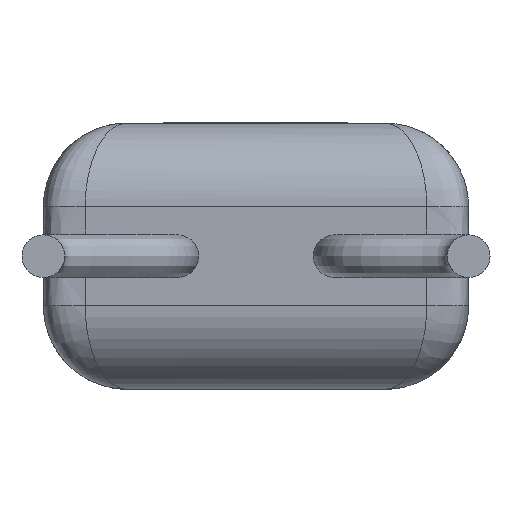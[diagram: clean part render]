
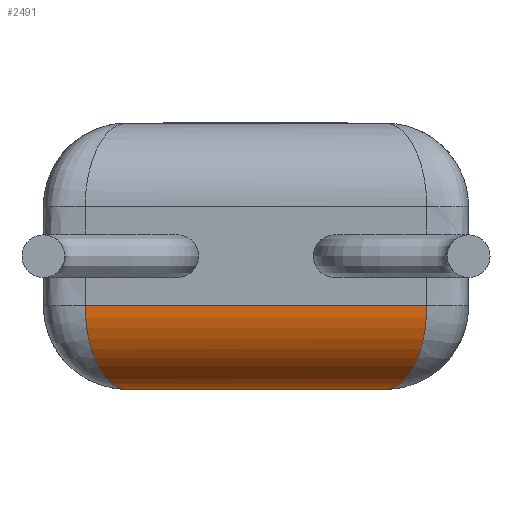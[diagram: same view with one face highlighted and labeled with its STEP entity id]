
A CAD part, front view. The second image highlights one B-rep face of the part: STEP entity #2491.
In plain terms, the highlighted cylindrical face has radius 1 mm (diameter 2 mm), a partial arc.
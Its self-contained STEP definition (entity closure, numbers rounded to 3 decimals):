
#232 = B_SPLINE_CURVE_WITH_KNOTS ( 'NONE', 3,
 ( #3868, #783, #3416, #804, #4384, #6474, #5930, #1306, #282, #1326, #1862, #3917, #1886, #1346, #4939, #5457, #2405, #5972, #2921, #3968, #3462, #908, #2450, #2943, #431, #5043, #1460, #1416, #870, #1396, #1925 ),
 .UNSPECIFIED., .F., .F.,
 ( 4, 2, 2, 2, 2, 2, 2, 1, 2, 2, 2, 2, 1, 1, 2, 2, 4 ),
 ( 0., 0.125, 0.188, 0.219, 0.25, 0.375, 0.438, 0.469, 0.484, 0.5, 0.625, 0.688, 0.719, 0.734, 0.742, 0.75, 1. ),
 .UNSPECIFIED. ) ;
#282 = CARTESIAN_POINT ( 'NONE',  ( 0.539, 0.078, 0.613 ) ) ;
#304 = CARTESIAN_POINT ( 'NONE',  ( 4.457, 0.246, 0.342 ) ) ;
#375 = CARTESIAN_POINT ( 'NONE',  ( 4.488, 0.184, 0.421 ) ) ;
#431 = CARTESIAN_POINT ( 'NONE',  ( 0.803, 0.606, 0.081 ) ) ;
#478 = CARTESIAN_POINT ( 'NONE',  ( 4.156, 0.848, 0.011 ) ) ;
#651 = VECTOR ( 'NONE', #4891, 1000. ) ;
#652 = CARTESIAN_POINT ( 'NONE',  ( 4.58, 0., 1. ) ) ;
#707 = ORIENTED_EDGE ( 'NONE', *, *, #1959, .F. ) ;
#783 = CARTESIAN_POINT ( 'NONE',  ( 0.5, 0., 0.932 ) ) ;
#804 = CARTESIAN_POINT ( 'NONE',  ( 0.514, 0.028, 0.763 ) ) ;
#818 = FACE_OUTER_BOUND ( 'NONE', #3820, .T. ) ;
#843 = VECTOR ( 'NONE', #4810, 1000. ) ;
#870 = CARTESIAN_POINT ( 'NONE',  ( 0.856, 0.713, 0.039 ) ) ;
#908 = CARTESIAN_POINT ( 'NONE',  ( 0.756, 0.511, 0.127 ) ) ;
#926 = CARTESIAN_POINT ( 'NONE',  ( 4.28, 0.6, 0.083 ) ) ;
#1306 = CARTESIAN_POINT ( 'NONE',  ( 0.535, 0.071, 0.63 ) ) ;
#1326 = CARTESIAN_POINT ( 'NONE',  ( 0.555, 0.11, 0.54 ) ) ;
#1346 = CARTESIAN_POINT ( 'NONE',  ( 0.626, 0.253, 0.335 ) ) ;
#1396 = CARTESIAN_POINT ( 'NONE',  ( 0.917, 0.834, 0. ) ) ;
#1416 = CARTESIAN_POINT ( 'NONE',  ( 0.816, 0.632, 0.07 ) ) ;
#1434 = CARTESIAN_POINT ( 'NONE',  ( 4.249, 0.662, 0.058 ) ) ;
#1460 = CARTESIAN_POINT ( 'NONE',  ( 0.813, 0.627, 0.072 ) ) ;
#1525 = CARTESIAN_POINT ( 'NONE',  ( 4.203, 0.754, 0.03 ) ) ;
#1542 = VERTEX_POINT ( 'NONE', #4269 ) ;
#1752 = CARTESIAN_POINT ( 'NONE',  ( 1., 1., 0. ) ) ;
#1862 = CARTESIAN_POINT ( 'NONE',  ( 0.571, 0.141, 0.483 ) ) ;
#1886 = CARTESIAN_POINT ( 'NONE',  ( 0.61, 0.219, 0.374 ) ) ;
#1925 = CARTESIAN_POINT ( 'NONE',  ( 1., 1., 0. ) ) ;
#1945 = CARTESIAN_POINT ( 'NONE',  ( 4.532, 0.096, 0.567 ) ) ;
#1959 = EDGE_CURVE ( 'NONE', #1542, #5636, #3424, .T. ) ;
#2005 = EDGE_CURVE ( 'NONE', #2267, #5636, #232, .T. ) ;
#2016 = CARTESIAN_POINT ( 'NONE',  ( 4.08, 1., 0. ) ) ;
#2267 = VERTEX_POINT ( 'NONE', #4527 ) ;
#2380 = CARTESIAN_POINT ( 'NONE',  ( 4.445, 0.269, 0.317 ) ) ;
#2402 = CARTESIAN_POINT ( 'NONE',  ( 4.368, 0.424, 0.182 ) ) ;
#2405 = CARTESIAN_POINT ( 'NONE',  ( 0.65, 0.3, 0.285 ) ) ;
#2424 = CARTESIAN_POINT ( 'NONE',  ( 4.556, 0.048, 0.691 ) ) ;
#2447 = CARTESIAN_POINT ( 'NONE',  ( 4.577, 0.005, 0.878 ) ) ;
#2450 = CARTESIAN_POINT ( 'NONE',  ( 0.778, 0.556, 0.104 ) ) ;
#2470 = CARTESIAN_POINT ( 'NONE',  ( 4.427, 0.305, 0.28 ) ) ;
#2491 = ADVANCED_FACE ( 'NONE', ( #818 ), #4114, .T. ) ;
#2823 = VERTEX_POINT ( 'NONE', #5518 ) ;
#2897 = CARTESIAN_POINT ( 'NONE',  ( 4.421, 0.318, 0.268 ) ) ;
#2918 = CARTESIAN_POINT ( 'NONE',  ( 4.34, 0.481, 0.145 ) ) ;
#2921 = CARTESIAN_POINT ( 'NONE',  ( 0.677, 0.355, 0.234 ) ) ;
#2943 = CARTESIAN_POINT ( 'NONE',  ( 0.789, 0.579, 0.093 ) ) ;
#3157 = CARTESIAN_POINT ( 'NONE',  ( 0., 1., 1. ) ) ;
#3416 = CARTESIAN_POINT ( 'NONE',  ( 0.504, 0.007, 0.864 ) ) ;
#3424 = LINE ( 'NONE', #4362, #651 ) ;
#3462 = CARTESIAN_POINT ( 'NONE',  ( 0.742, 0.483, 0.144 ) ) ;
#3481 = CARTESIAN_POINT ( 'NONE',  ( 4.568, 0.023, 0.784 ) ) ;
#3563 = CARTESIAN_POINT ( 'NONE',  ( 4.095, 0.971, 0. ) ) ;
#3591 = CARTESIAN_POINT ( 'NONE',  ( 4.295, 0.57, 0.097 ) ) ;
#3593 = ORIENTED_EDGE ( 'NONE', *, *, #3671, .F. ) ;
#3670 = LINE ( 'NONE', #652, #843 ) ;
#3671 = EDGE_CURVE ( 'NONE', #2823, #1542, #4098, .T. ) ;
#3709 = DIRECTION ( 'NONE',  ( 0., 0., 1. ) ) ;
#3820 = EDGE_LOOP ( 'NONE', ( #4456, #707, #3593, #3880 ) ) ;
#3868 = CARTESIAN_POINT ( 'NONE',  ( 0.5, 0., 1. ) ) ;
#3880 = ORIENTED_EDGE ( 'NONE', *, *, #5032, .F. ) ;
#3917 = CARTESIAN_POINT ( 'NONE',  ( 0.599, 0.199, 0.401 ) ) ;
#3968 = CARTESIAN_POINT ( 'NONE',  ( 0.701, 0.402, 0.196 ) ) ;
#4026 = CARTESIAN_POINT ( 'NONE',  ( 4.187, 0.786, 0.023 ) ) ;
#4098 = B_SPLINE_CURVE_WITH_KNOTS ( 'NONE', 3,
 ( #6539, #4442, #2447, #3481, #4483, #2424, #5002, #1945, #5521, #375, #5991, #304, #2380, #2470, #2897, #4938, #6035, #5456, #2402, #2918, #6472, #3591, #926, #1434, #5021, #1525, #4026, #478, #6654, #5089, #3563, #2016 ),
 .UNSPECIFIED., .F., .F.,
 ( 4, 2, 2, 2, 2, 2, 2, 2, 2, 2, 2, 2, 2, 2, 2, 4 ),
 ( 0., 0.114, 0.171, 0.228, 0.355, 0.419, 0.482, 0.516, 0.549, 0.615, 0.682, 0.748, 0.811, 0.874, 0.937, 1. ),
 .UNSPECIFIED. ) ;
#4114 = CYLINDRICAL_SURFACE ( 'NONE', #4404, 1. ) ;
#4269 = CARTESIAN_POINT ( 'NONE',  ( 4.08, 1., 0. ) ) ;
#4362 = CARTESIAN_POINT ( 'NONE',  ( 0.5, 1., 0. ) ) ;
#4384 = CARTESIAN_POINT ( 'NONE',  ( 0.518, 0.037, 0.729 ) ) ;
#4404 = AXIS2_PLACEMENT_3D ( 'NONE', #3157, #6243, #3709 ) ;
#4442 = CARTESIAN_POINT ( 'NONE',  ( 4.58, 0., 0.941 ) ) ;
#4456 = ORIENTED_EDGE ( 'NONE', *, *, #2005, .T. ) ;
#4483 = CARTESIAN_POINT ( 'NONE',  ( 4.565, 0.031, 0.753 ) ) ;
#4527 = CARTESIAN_POINT ( 'NONE',  ( 0.5, 0., 1. ) ) ;
#4810 = DIRECTION ( 'NONE',  ( 1., 0., 0. ) ) ;
#4891 = DIRECTION ( 'NONE',  ( -1., 0., 0. ) ) ;
#4938 = CARTESIAN_POINT ( 'NONE',  ( 4.408, 0.344, 0.245 ) ) ;
#4939 = CARTESIAN_POINT ( 'NONE',  ( 0.635, 0.27, 0.316 ) ) ;
#5002 = CARTESIAN_POINT ( 'NONE',  ( 4.551, 0.059, 0.661 ) ) ;
#5021 = CARTESIAN_POINT ( 'NONE',  ( 4.234, 0.693, 0.048 ) ) ;
#5032 = EDGE_CURVE ( 'NONE', #2267, #2823, #3670, .T. ) ;
#5043 = CARTESIAN_POINT ( 'NONE',  ( 0.809, 0.618, 0.076 ) ) ;
#5089 = CARTESIAN_POINT ( 'NONE',  ( 4.11, 0.94, 0.001 ) ) ;
#5456 = CARTESIAN_POINT ( 'NONE',  ( 4.382, 0.397, 0.202 ) ) ;
#5457 = CARTESIAN_POINT ( 'NONE',  ( 0.644, 0.288, 0.298 ) ) ;
#5518 = CARTESIAN_POINT ( 'NONE',  ( 4.58, 0., 1. ) ) ;
#5521 = CARTESIAN_POINT ( 'NONE',  ( 4.516, 0.128, 0.506 ) ) ;
#5636 = VERTEX_POINT ( 'NONE', #1752 ) ;
#5930 = CARTESIAN_POINT ( 'NONE',  ( 0.529, 0.058, 0.663 ) ) ;
#5972 = CARTESIAN_POINT ( 'NONE',  ( 0.654, 0.308, 0.278 ) ) ;
#5991 = CARTESIAN_POINT ( 'NONE',  ( 4.478, 0.204, 0.394 ) ) ;
#6035 = CARTESIAN_POINT ( 'NONE',  ( 4.402, 0.357, 0.234 ) ) ;
#6243 = DIRECTION ( 'NONE',  ( -1., 0., 0. ) ) ;
#6472 = CARTESIAN_POINT ( 'NONE',  ( 4.325, 0.51, 0.128 ) ) ;
#6474 = CARTESIAN_POINT ( 'NONE',  ( 0.526, 0.053, 0.679 ) ) ;
#6539 = CARTESIAN_POINT ( 'NONE',  ( 4.58, 0., 1. ) ) ;
#6654 = CARTESIAN_POINT ( 'NONE',  ( 4.14, 0.879, 0.007 ) ) ;
